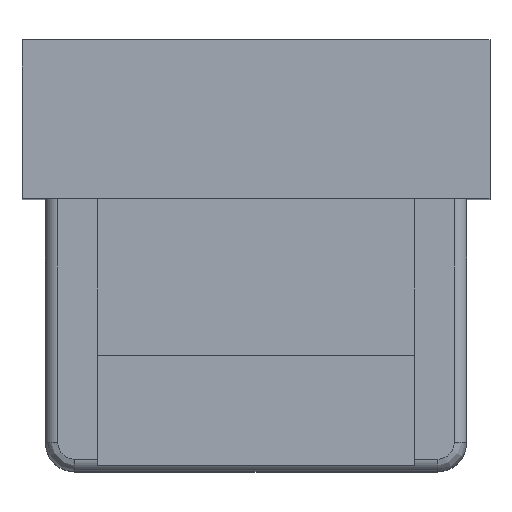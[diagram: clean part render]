
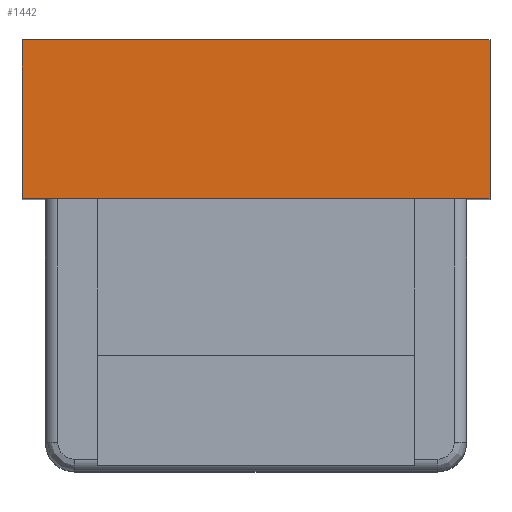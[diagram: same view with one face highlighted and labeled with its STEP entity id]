
A CAD part, top view. The second image highlights one B-rep face of the part: STEP entity #1442.
In plain terms, the highlighted planar face has unit normal (0, 0, 1).
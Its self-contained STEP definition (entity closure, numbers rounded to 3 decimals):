
#512 = AXIS2_PLACEMENT_3D ( 'NONE', #1429, #1427, #1436 ) ;
#799 = FACE_OUTER_BOUND ( 'NONE', #1480, .T. ) ;
#924 = ORIENTED_EDGE ( 'NONE', *, *, #1924, .T. ) ;
#925 = ORIENTED_EDGE ( 'NONE', *, *, #1925, .T. ) ;
#926 = ORIENTED_EDGE ( 'NONE', *, *, #1923, .F. ) ;
#927 = ORIENTED_EDGE ( 'NONE', *, *, #1921, .F. ) ;
#1080 = CARTESIAN_POINT ( 'NONE',  ( -0.561, 1.01, 0.902 ) ) ;
#1081 = DIRECTION ( 'NONE',  ( 0., -1., 0. ) ) ;
#1126 = VECTOR ( 'NONE', #1081, 1000. ) ;
#1248 = CARTESIAN_POINT ( 'NONE',  ( 0.561, 0.63, 0.902 ) ) ;
#1251 = CARTESIAN_POINT ( 'NONE',  ( 0.561, 1.01, 0.902 ) ) ;
#1255 = CARTESIAN_POINT ( 'NONE',  ( -0.561, 1.01, 0.902 ) ) ;
#1270 = CARTESIAN_POINT ( 'NONE',  ( -0.561, 0.63, 0.902 ) ) ;
#1427 = DIRECTION ( 'NONE',  ( 0., 0., -1. ) ) ;
#1428 = PLANE ( 'NONE',  #512 ) ;
#1429 = CARTESIAN_POINT ( 'NONE',  ( -0.561, 1.01, 0.902 ) ) ;
#1436 = DIRECTION ( 'NONE',  ( -1., 0., 0. ) ) ;
#1442 = ADVANCED_FACE ( 'NONE', ( #799 ), #1428, .F. ) ;
#1480 = EDGE_LOOP ( 'NONE', ( #924, #926, #925, #927 ) ) ;
#1520 = VECTOR ( 'NONE', #1862, 1000. ) ;
#1522 = VECTOR ( 'NONE', #1867, 1000. ) ;
#1523 = VECTOR ( 'NONE', #1869, 1000. ) ;
#1690 = VERTEX_POINT ( 'NONE', #1270 ) ;
#1720 = VERTEX_POINT ( 'NONE', #1248 ) ;
#1722 = VERTEX_POINT ( 'NONE', #1251 ) ;
#1725 = VERTEX_POINT ( 'NONE', #1255 ) ;
#1861 = CARTESIAN_POINT ( 'NONE',  ( -0.561, 0.63, 0.902 ) ) ;
#1862 = DIRECTION ( 'NONE',  ( -1., 0., 0. ) ) ;
#1866 = CARTESIAN_POINT ( 'NONE',  ( 0.561, 1.01, 0.902 ) ) ;
#1867 = DIRECTION ( 'NONE',  ( 1., 0., 0. ) ) ;
#1868 = CARTESIAN_POINT ( 'NONE',  ( 0.561, 1.01, 0.902 ) ) ;
#1869 = DIRECTION ( 'NONE',  ( 0., 1., 0. ) ) ;
#1921 = EDGE_CURVE ( 'NONE', #1720, #1690, #1967, .T. ) ;
#1923 = EDGE_CURVE ( 'NONE', #1725, #1722, #1968, .T. ) ;
#1924 = EDGE_CURVE ( 'NONE', #1720, #1722, #1969, .T. ) ;
#1925 = EDGE_CURVE ( 'NONE', #1725, #1690, #1970, .T. ) ;
#1967 = LINE ( 'NONE', #1861, #1520 ) ;
#1968 = LINE ( 'NONE', #1866, #1522 ) ;
#1969 = LINE ( 'NONE', #1868, #1523 ) ;
#1970 = LINE ( 'NONE', #1080, #1126 ) ;
